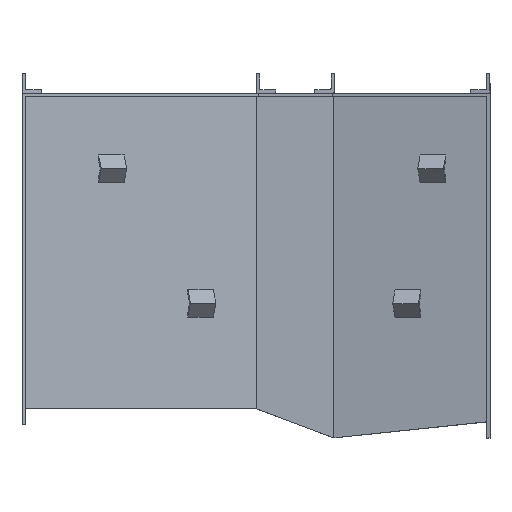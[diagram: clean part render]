
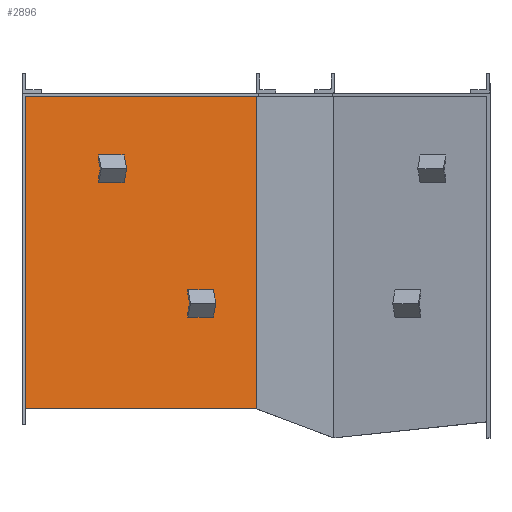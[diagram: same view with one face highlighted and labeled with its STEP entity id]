
A CAD part, top view. The second image highlights one B-rep face of the part: STEP entity #2896.
In plain terms, the highlighted planar face has unit normal (0.196, 0, 0.981).
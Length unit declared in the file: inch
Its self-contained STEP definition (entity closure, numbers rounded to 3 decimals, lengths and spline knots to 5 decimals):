
#327 = ORIENTED_EDGE ( 'NONE', *, *, #6105, .T. ) ;
#577 = EDGE_CURVE ( 'NONE', #2146, #3222, #2242, .T. ) ;
#701 = ORIENTED_EDGE ( 'NONE', *, *, #577, .F. ) ;
#943 = VERTEX_POINT ( 'NONE', #3433 ) ;
#1262 = CARTESIAN_POINT ( 'NONE',  ( -2.95111, -2.25, 1.74517 ) ) ;
#1279 = CARTESIAN_POINT ( 'NONE',  ( -1.92773, -0.6691, 1.54108 ) ) ;
#1354 = DIRECTION ( 'NONE',  ( 0.981, 0., -0.196 ) ) ;
#1567 = CARTESIAN_POINT ( 'NONE',  ( -2.97531, 23.75, 1.75 ) ) ;
#1659 = CARTESIAN_POINT ( 'NONE',  ( -3.04533, -0.25, 1.76396 ) ) ;
#1966 = VERTEX_POINT ( 'NONE', #1567 ) ;
#2098 = DIRECTION ( 'NONE',  ( 0., 1., 0. ) ) ;
#2146 = VERTEX_POINT ( 'NONE', #4582 ) ;
#2242 = LINE ( 'NONE', #4495, #4862 ) ;
#2633 = CARTESIAN_POINT ( 'NONE',  ( -20.77014, 23.75, 5.29882 ) ) ;
#2644 = CARTESIAN_POINT ( 'NONE',  ( -2.97531, -2.25, 1.75 ) ) ;
#2685 = ORIENTED_EDGE ( 'NONE', *, *, #6566, .F. ) ;
#2736 = VECTOR ( 'NONE', #2098, 39.37008 ) ;
#2787 = DIRECTION ( 'NONE',  ( 0.981, 0., -0.196 ) ) ;
#2896 = ADVANCED_FACE ( 'NONE', ( #4949 ), #6951, .T. ) ;
#2943 = DIRECTION ( 'NONE',  ( -0.92, 0.345, 0.184 ) ) ;
#3222 = VERTEX_POINT ( 'NONE', #2633 ) ;
#3433 = CARTESIAN_POINT ( 'NONE',  ( -2.97531, -0.27626, 1.75 ) ) ;
#3503 = AXIS2_PLACEMENT_3D ( 'NONE', #1262, #4981, #6666 ) ;
#3542 = EDGE_LOOP ( 'NONE', ( #701, #6923, #6389, #327, #2685 ) ) ;
#3643 = VECTOR ( 'NONE', #2787, 39.37008 ) ;
#4075 = LINE ( 'NONE', #6238, #5843 ) ;
#4495 = CARTESIAN_POINT ( 'NONE',  ( -20.77014, -2.25, 5.29882 ) ) ;
#4516 = CARTESIAN_POINT ( 'NONE',  ( -2.95111, -0.25, 1.74517 ) ) ;
#4582 = CARTESIAN_POINT ( 'NONE',  ( -20.77014, -0.25, 5.29882 ) ) ;
#4785 = LINE ( 'NONE', #4516, #3643 ) ;
#4862 = VECTOR ( 'NONE', #5581, 39.37008 ) ;
#4949 = FACE_OUTER_BOUND ( 'NONE', #3542, .T. ) ;
#4981 = DIRECTION ( 'NONE',  ( 0.196, 0., 0.981 ) ) ;
#5215 = LINE ( 'NONE', #1279, #6001 ) ;
#5581 = DIRECTION ( 'NONE',  ( 0., 1., 0. ) ) ;
#5775 = EDGE_CURVE ( 'NONE', #2146, #6471, #4785, .T. ) ;
#5843 = VECTOR ( 'NONE', #1354, 39.37008 ) ;
#6001 = VECTOR ( 'NONE', #2943, 39.37008 ) ;
#6105 = EDGE_CURVE ( 'NONE', #943, #1966, #6924, .T. ) ;
#6238 = CARTESIAN_POINT ( 'NONE',  ( 13.9574, 23.75, -1.62689 ) ) ;
#6389 = ORIENTED_EDGE ( 'NONE', *, *, #6976, .F. ) ;
#6471 = VERTEX_POINT ( 'NONE', #1659 ) ;
#6566 = EDGE_CURVE ( 'NONE', #3222, #1966, #4075, .T. ) ;
#6666 = DIRECTION ( 'NONE',  ( 0.981, 0., -0.196 ) ) ;
#6923 = ORIENTED_EDGE ( 'NONE', *, *, #5775, .T. ) ;
#6924 = LINE ( 'NONE', #2644, #2736 ) ;
#6951 = PLANE ( 'NONE',  #3503 ) ;
#6976 = EDGE_CURVE ( 'NONE', #943, #6471, #5215, .T. ) ;
